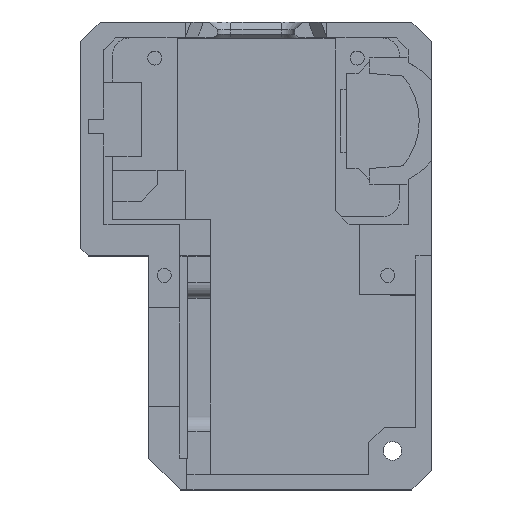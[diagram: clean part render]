
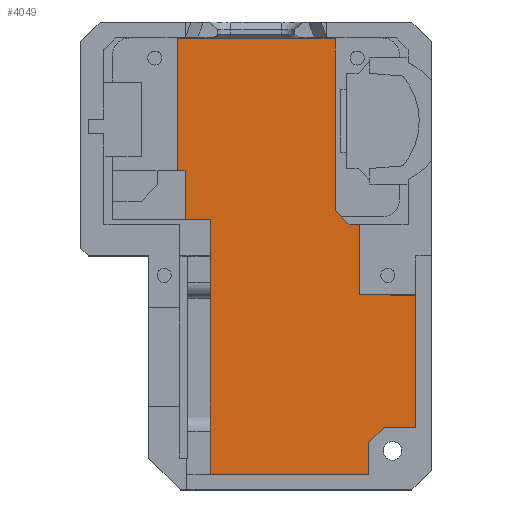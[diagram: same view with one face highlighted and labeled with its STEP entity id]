
A CAD part, top view. The second image highlights one B-rep face of the part: STEP entity #4049.
In plain terms, the highlighted planar face has unit normal (0, 0, 1).
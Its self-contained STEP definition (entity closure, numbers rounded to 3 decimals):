
#344=FACE_OUTER_BOUND('',#569,.T.);
#569=EDGE_LOOP('',(#3576,#3577,#3578,#3579,#3580,#3581,#3582,#3583,#3584,
#3585,#3586,#3587,#3588,#3589,#3590,#3591,#3592));
#738=LINE('',#5758,#1232);
#741=LINE('',#5765,#1235);
#754=LINE('',#5796,#1248);
#758=LINE('',#5804,#1252);
#782=LINE('',#5851,#1276);
#795=LINE('',#5884,#1289);
#800=LINE('',#5892,#1294);
#805=LINE('',#5905,#1299);
#866=LINE('',#6092,#1360);
#879=LINE('',#6121,#1373);
#899=LINE('',#6163,#1393);
#936=LINE('',#6238,#1430);
#937=LINE('',#6239,#1431);
#942=LINE('',#6254,#1436);
#949=LINE('',#6268,#1443);
#1067=LINE('',#6558,#1561);
#1068=LINE('',#6560,#1562);
#1232=VECTOR('',#4613,10.);
#1235=VECTOR('',#4618,10.);
#1248=VECTOR('',#4647,10.);
#1252=VECTOR('',#4653,10.);
#1276=VECTOR('',#4687,10.);
#1289=VECTOR('',#4716,10.);
#1294=VECTOR('',#4723,10.);
#1299=VECTOR('',#4734,10.);
#1360=VECTOR('',#4881,10.);
#1373=VECTOR('',#4910,10.);
#1393=VECTOR('',#4944,10.);
#1430=VECTOR('',#5017,10.);
#1431=VECTOR('',#5018,10.);
#1436=VECTOR('',#5033,10.);
#1443=VECTOR('',#5046,10.);
#1561=VECTOR('',#5362,10.);
#1562=VECTOR('',#5365,10.);
#1706=VERTEX_POINT('',#5755);
#1707=VERTEX_POINT('',#5757);
#1708=VERTEX_POINT('',#5761);
#1710=VERTEX_POINT('',#5764);
#1720=VERTEX_POINT('',#5795);
#1722=VERTEX_POINT('',#5801);
#1723=VERTEX_POINT('',#5803);
#1741=VERTEX_POINT('',#5849);
#1748=VERTEX_POINT('',#5869);
#1753=VERTEX_POINT('',#5883);
#1760=VERTEX_POINT('',#5904);
#1818=VERTEX_POINT('',#6089);
#1819=VERTEX_POINT('',#6091);
#1862=VERTEX_POINT('',#6237);
#1866=VERTEX_POINT('',#6251);
#1867=VERTEX_POINT('',#6253);
#1871=VERTEX_POINT('',#6267);
#2114=EDGE_CURVE('',#1707,#1706,#738,.T.);
#2117=EDGE_CURVE('',#1710,#1708,#741,.T.);
#2132=EDGE_CURVE('',#1720,#1707,#754,.T.);
#2136=EDGE_CURVE('',#1723,#1722,#758,.T.);
#2161=EDGE_CURVE('',#1741,#1722,#782,.T.);
#2176=EDGE_CURVE('',#1720,#1753,#795,.T.);
#2181=EDGE_CURVE('',#1748,#1753,#800,.T.);
#2187=EDGE_CURVE('',#1760,#1748,#805,.T.);
#2272=EDGE_CURVE('',#1818,#1819,#866,.T.);
#2288=EDGE_CURVE('',#1819,#1741,#879,.T.);
#2310=EDGE_CURVE('',#1706,#1710,#899,.T.);
#2349=EDGE_CURVE('',#1862,#1723,#936,.T.);
#2350=EDGE_CURVE('',#1862,#1708,#937,.T.);
#2357=EDGE_CURVE('',#1866,#1867,#942,.F.);
#2365=EDGE_CURVE('',#1871,#1867,#949,.T.);
#2508=EDGE_CURVE('',#1866,#1760,#1067,.T.);
#2509=EDGE_CURVE('',#1818,#1871,#1068,.T.);
#3576=ORIENTED_EDGE('',*,*,#2161,.F.);
#3577=ORIENTED_EDGE('',*,*,#2288,.F.);
#3578=ORIENTED_EDGE('',*,*,#2272,.F.);
#3579=ORIENTED_EDGE('',*,*,#2509,.T.);
#3580=ORIENTED_EDGE('',*,*,#2365,.T.);
#3581=ORIENTED_EDGE('',*,*,#2357,.F.);
#3582=ORIENTED_EDGE('',*,*,#2508,.T.);
#3583=ORIENTED_EDGE('',*,*,#2187,.T.);
#3584=ORIENTED_EDGE('',*,*,#2181,.T.);
#3585=ORIENTED_EDGE('',*,*,#2176,.F.);
#3586=ORIENTED_EDGE('',*,*,#2132,.T.);
#3587=ORIENTED_EDGE('',*,*,#2114,.T.);
#3588=ORIENTED_EDGE('',*,*,#2310,.T.);
#3589=ORIENTED_EDGE('',*,*,#2117,.T.);
#3590=ORIENTED_EDGE('',*,*,#2350,.F.);
#3591=ORIENTED_EDGE('',*,*,#2349,.T.);
#3592=ORIENTED_EDGE('',*,*,#2136,.T.);
#3843=PLANE('',#4334);
#4049=ADVANCED_FACE('',(#344),#3843,.T.);
#4334=AXIS2_PLACEMENT_3D('',#6559,#5363,#5364);
#4613=DIRECTION('',(0.,1.,0.));
#4618=DIRECTION('',(0.,-1.,0.));
#4647=DIRECTION('',(-0.707,0.707,0.));
#4653=DIRECTION('',(1.,0.,0.));
#4687=DIRECTION('',(0.,1.,0.));
#4716=DIRECTION('',(1.,0.,0.));
#4723=DIRECTION('',(0.,1.,0.));
#4734=DIRECTION('',(0.,1.,0.));
#4881=DIRECTION('',(0.,1.,0.));
#4910=DIRECTION('',(0.,1.,0.));
#4944=DIRECTION('',(-1.,0.,0.));
#5017=DIRECTION('',(0.,-1.,0.));
#5018=DIRECTION('',(-1.,0.,0.));
#5033=DIRECTION('',(0.707,0.707,0.));
#5046=DIRECTION('',(0.,1.,0.));
#5362=DIRECTION('',(1.,0.,0.));
#5363=DIRECTION('center_axis',(0.,0.,1.));
#5364=DIRECTION('ref_axis',(1.,0.,0.));
#5365=DIRECTION('',(1.,0.,0.));
#5755=CARTESIAN_POINT('',(10.14,27.962,2.));
#5757=CARTESIAN_POINT('',(10.14,5.8,2.));
#5758=CARTESIAN_POINT('',(10.14,3.525,2.));
#5761=CARTESIAN_POINT('',(-10.103,10.95,2.));
#5764=CARTESIAN_POINT('',(-10.103,27.962,2.));
#5765=CARTESIAN_POINT('',(-10.103,22.734,2.));
#5795=CARTESIAN_POINT('',(11.94,4.,2.));
#5796=CARTESIAN_POINT('',(11.955,3.985,2.));
#5801=CARTESIAN_POINT('',(-5.853,4.65,2.));
#5803=CARTESIAN_POINT('',(-9.103,4.65,2.));
#5804=CARTESIAN_POINT('',(-4.552,4.65,2.));
#5849=CARTESIAN_POINT('',(-5.853,-5.4,2.));
#5851=CARTESIAN_POINT('',(-5.853,-4.,2.));
#5869=CARTESIAN_POINT('',(20.5,-5.,2.));
#5883=CARTESIAN_POINT('',(20.5,4.,2.));
#5884=CARTESIAN_POINT('',(18.698,4.,2.));
#5892=CARTESIAN_POINT('',(20.5,0.,2.));
#5904=CARTESIAN_POINT('',(20.5,-21.949,2.));
#5905=CARTESIAN_POINT('',(20.5,14.,2.));
#6089=CARTESIAN_POINT('',(-5.853,-28.,2.));
#6091=CARTESIAN_POINT('',(-5.853,-20.525,2.));
#6092=CARTESIAN_POINT('',(-5.853,-16.263,2.));
#6121=CARTESIAN_POINT('',(-5.853,-6.481,2.));
#6163=CARTESIAN_POINT('',(-9.103,27.962,2.));
#6237=CARTESIAN_POINT('',(-9.103,10.95,2.));
#6238=CARTESIAN_POINT('',(-9.103,22.734,2.));
#6239=CARTESIAN_POINT('',(-9.103,10.95,2.));
#6251=CARTESIAN_POINT('',(16.449,-21.949,2.));
#6253=CARTESIAN_POINT('',(14.449,-23.949,2.));
#6254=CARTESIAN_POINT('',(17.324,-21.074,2.));
#6267=CARTESIAN_POINT('',(14.449,-28.,2.));
#6268=CARTESIAN_POINT('',(14.449,-10.,2.));
#6558=CARTESIAN_POINT('',(11.25,-21.949,2.));
#6559=CARTESIAN_POINT('Origin',(0.,0.,2.));
#6560=CARTESIAN_POINT('',(10.25,-28.,2.));
